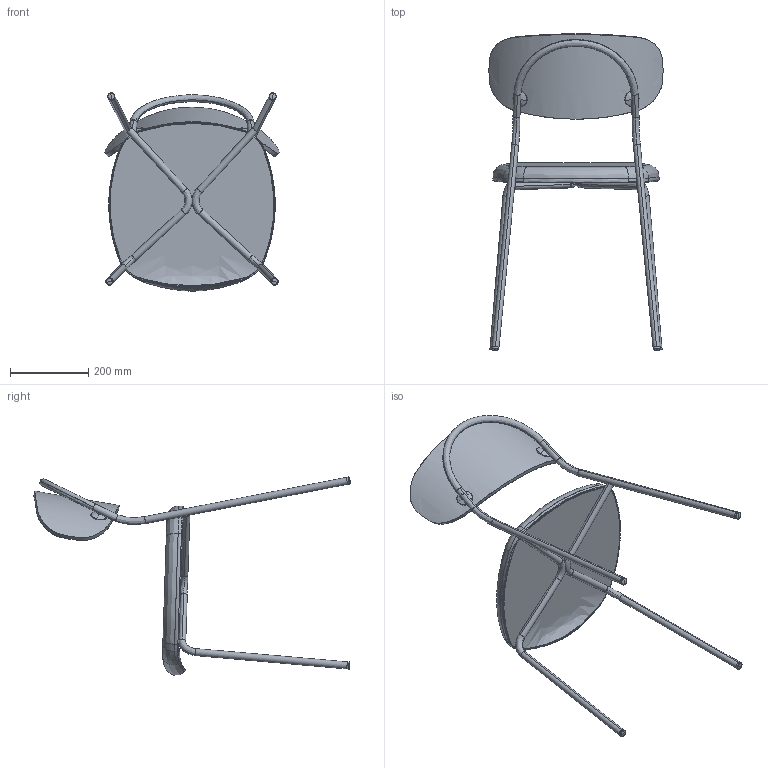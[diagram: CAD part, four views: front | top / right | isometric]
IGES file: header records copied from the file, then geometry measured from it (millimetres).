
Start section: SolidWorks IGES file using analytic representation for surfaces
Global section: file name: OL001.IGS; native system: SolidWorks 2021; preprocessor: SolidWorks 2021; author: Marketing; date: 220419.102256; units: millimetre
Bounding box: 446.18 x 809.81 x 507.4 mm (x, y, z)
Surface area: 778107.3 mm2 (no closed solid volume)
Topology: 0 solids, 0 shells, 122 faces, 1482 edges, 1474 vertices
Faces by surface type: bspline 84, revolution 38
